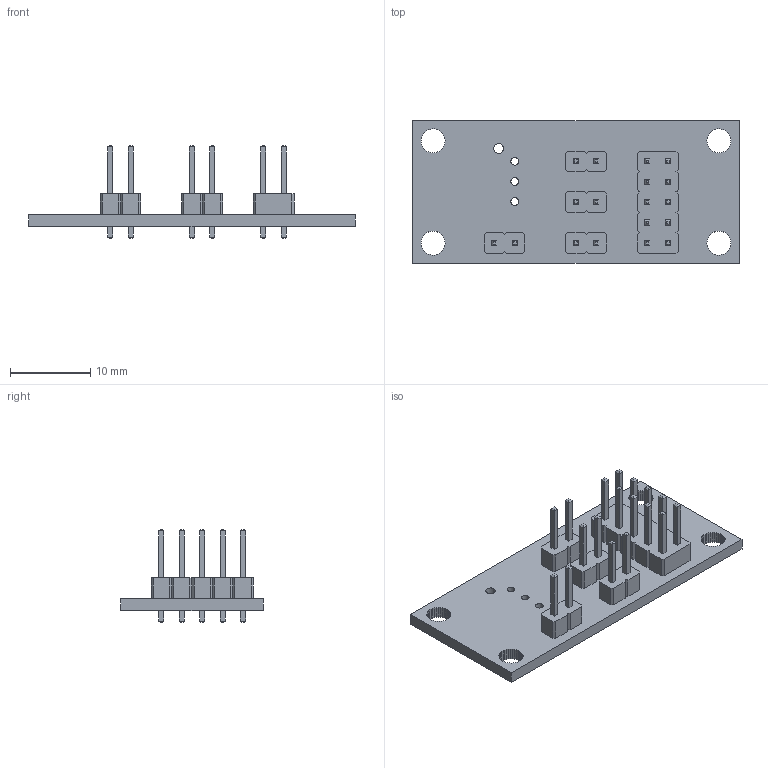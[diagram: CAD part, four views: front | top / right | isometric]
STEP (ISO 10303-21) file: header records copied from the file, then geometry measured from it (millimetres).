
FILE_DESCRIPTION(('KiCad electronic assembly'),'2;1');
FILE_NAME('independent_steering.step','2025-05-23T00:31:59',('Pcbnew'),( 'Kicad'),'Open CASCADE STEP processor 7.6','KiCad to STEP converter' ,'Unknown');
FILE_SCHEMA(('AUTOMOTIVE_DESIGN { 1 0 10303 214 1 1 1 1 }'));
Length unit declared in the file: millimetre
Products named in the file (6): independent_steering 1; PinHeader_2x05_P2.54mm_Vertical; SOLID; PinHeader_1x02_P2.54mm_Vertical; PCB
Assembly tree (8 placements, depth 3):
  independent_steering 1
    PinHeader_2x05_P2.54mm_Vertical
      SOLID
    PinHeader_1x02_P2.54mm_Vertical  x4
      SOLID
    PCB
Bounding box: 40.64 x 17.78 x 11.54 mm (x, y, z)
Volume: 1365.1 mm3; surface area: 2546.4 mm2
Topology: 6 solids, 6 shells, 596 faces, 1500 edges, 952 vertices
Faces by surface type: plane 580, cylinder 16
Full cylindrical faces by diameter (mm): 0.95 x3, 1 x12, 1.2 x1
Entity records: 29925 total; most frequent: CARTESIAN_POINT 4767, DIRECTION 4300, LINE 3338, VECTOR 3338, ORIENTED_EDGE 2268, PCURVE 2268, DEFINITIONAL_REPRESENTATION 2268, EDGE_CURVE 1134
